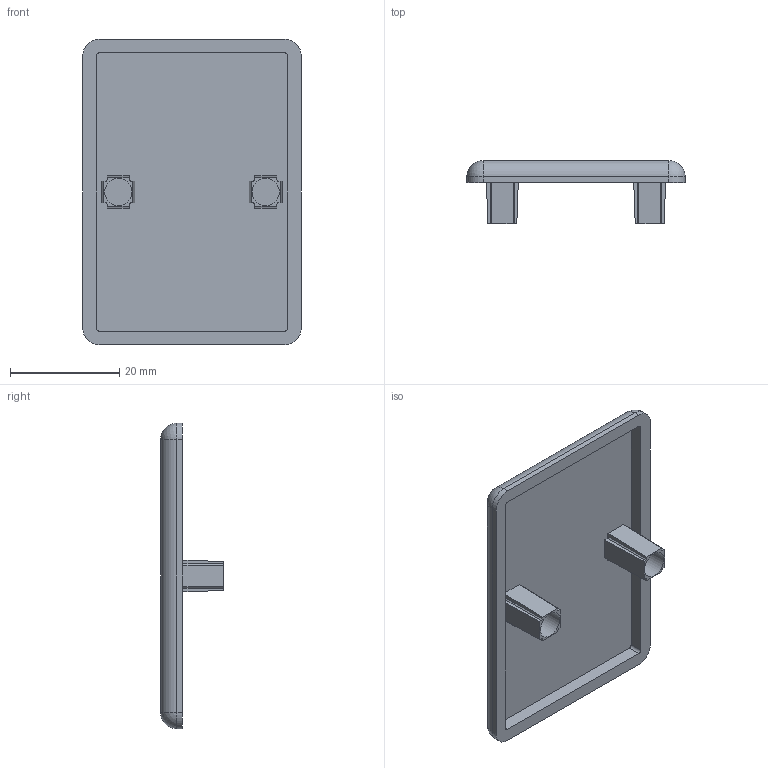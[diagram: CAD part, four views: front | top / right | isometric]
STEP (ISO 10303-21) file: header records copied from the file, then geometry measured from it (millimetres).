
FILE_DESCRIPTION((''),'2;1');
FILE_NAME('AR3631.stp','2023-05-29T08:56:19',('mzagier'),(''),'Autodesk Inventor 2013','Autodesk Inventor 2013','');
FILE_SCHEMA(('AUTOMOTIVE_DESIGN { 1 0 10303 214 1 1 1 1 }'));
Length unit declared in the file: millimetre
Products named in the file (1): AR3631
Bounding box: 40 x 11.5 x 56 mm (x, y, z)
Volume: 4308.1 mm3; surface area: 6139.4 mm2
Topology: 1 solids, 1 shells, 65 faces, 162 edges, 104 vertices
Faces by surface type: plane 39, cylinder 22, sphere 4
Full cylindrical faces by diameter (mm): 5 x2
Entity records: 1940 total; most frequent: DIRECTION 336, CARTESIAN_POINT 330, ORIENTED_EDGE 320, EDGE_CURVE 160, VECTOR 116, LINE 116, AXIS2_PLACEMENT_3D 110, VERTEX_POINT 104
